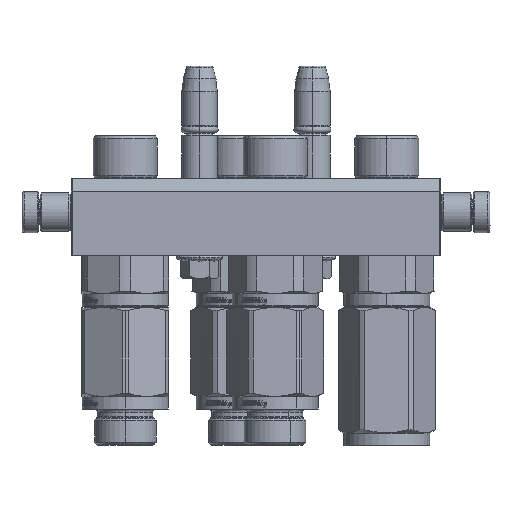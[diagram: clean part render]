
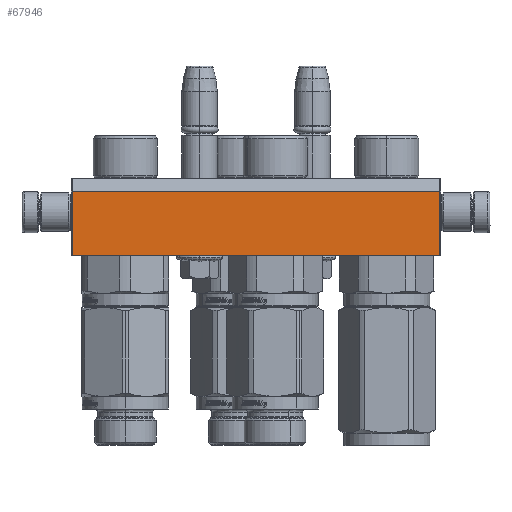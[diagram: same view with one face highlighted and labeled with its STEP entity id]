
A CAD part, left-side view. The second image highlights one B-rep face of the part: STEP entity #67946.
In plain terms, the highlighted face is planar.
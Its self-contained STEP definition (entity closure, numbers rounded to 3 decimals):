
#210 = FACE_OUTER_BOUND ( 'NONE', #70996, .T. ) ;
#286 = CARTESIAN_POINT ( 'NONE',  ( 143.5, 30., -90. ) ) ;
#744 = VERTEX_POINT ( 'NONE', #32667 ) ;
#2548 = VERTEX_POINT ( 'NONE', #65370 ) ;
#5509 = LINE ( 'NONE', #286, #51333 ) ;
#6053 = ORIENTED_EDGE ( 'NONE', *, *, #18962, .T. ) ;
#7126 = CARTESIAN_POINT ( 'NONE',  ( 0.5, 5., -90. ) ) ;
#13078 = LINE ( 'NONE', #40012, #42236 ) ;
#14467 = VERTEX_POINT ( 'NONE', #7126 ) ;
#15617 = VERTEX_POINT ( 'NONE', #39240 ) ;
#16722 = DIRECTION ( 'NONE',  ( -1., 0., 0. ) ) ;
#18962 = EDGE_CURVE ( 'NONE', #15617, #14467, #13078, .T. ) ;
#19901 = DIRECTION ( 'NONE',  ( -1., 0., 0. ) ) ;
#21103 = EDGE_CURVE ( 'NONE', #15617, #744, #60338, .T. ) ;
#32667 = CARTESIAN_POINT ( 'NONE',  ( 143.5, 30., -90. ) ) ;
#33066 = VECTOR ( 'NONE', #72851, 1000. ) ;
#39240 = CARTESIAN_POINT ( 'NONE',  ( 143.5, 5., -90. ) ) ;
#39567 = ORIENTED_EDGE ( 'NONE', *, *, #21103, .F. ) ;
#40012 = CARTESIAN_POINT ( 'NONE',  ( 143.5, 5., -90. ) ) ;
#40260 = DIRECTION ( 'NONE',  ( -1., 0., 0. ) ) ;
#42236 = VECTOR ( 'NONE', #40260, 1000. ) ;
#42373 = DIRECTION ( 'NONE',  ( 0., 0., -1. ) ) ;
#47206 = EDGE_CURVE ( 'NONE', #744, #2548, #5509, .T. ) ;
#51333 = VECTOR ( 'NONE', #16722, 1000. ) ;
#53451 = AXIS2_PLACEMENT_3D ( 'NONE', #70174, #42373, #19901 ) ;
#54817 = LINE ( 'NONE', #65833, #70662 ) ;
#59135 = PLANE ( 'NONE',  #53451 ) ;
#60338 = LINE ( 'NONE', #62108, #33066 ) ;
#61451 = ORIENTED_EDGE ( 'NONE', *, *, #47206, .F. ) ;
#62108 = CARTESIAN_POINT ( 'NONE',  ( 143.5, 5., -90. ) ) ;
#65370 = CARTESIAN_POINT ( 'NONE',  ( 0.5, 30., -90. ) ) ;
#65833 = CARTESIAN_POINT ( 'NONE',  ( 0.5, 5., -90. ) ) ;
#65908 = EDGE_CURVE ( 'NONE', #14467, #2548, #54817, .T. ) ;
#67500 = ORIENTED_EDGE ( 'NONE', *, *, #65908, .T. ) ;
#67946 = ADVANCED_FACE ( 'NONE', ( #210 ), #59135, .T. ) ;
#70174 = CARTESIAN_POINT ( 'NONE',  ( 144., 0., -90. ) ) ;
#70662 = VECTOR ( 'NONE', #71923, 1000. ) ;
#70996 = EDGE_LOOP ( 'NONE', ( #61451, #39567, #6053, #67500 ) ) ;
#71923 = DIRECTION ( 'NONE',  ( 0., 1., 0. ) ) ;
#72851 = DIRECTION ( 'NONE',  ( 0., 1., 0. ) ) ;
